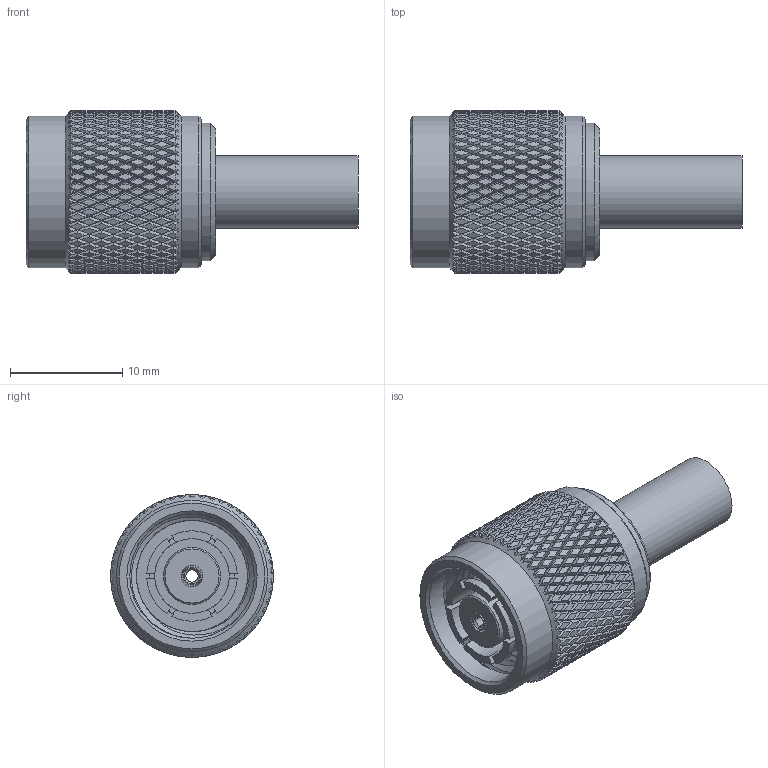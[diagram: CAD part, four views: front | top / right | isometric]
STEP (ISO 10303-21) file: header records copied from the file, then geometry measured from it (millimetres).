
FILE_DESCRIPTION (( 'STEP AP203' ), '1' );
FILE_NAME ('PE4663_3D.step', '2021-05-17T15:57:01', ( '' ), ( '' ), 'SwSTEP 2.0', 'SolidWorks 2020', '' );
FILE_SCHEMA (( 'CONFIG_CONTROL_DESIGN' ));
Products named in the file (1): PE4663_3D
Bounding box: 29.63 x 14.5 x 14.5 mm (x, y, z)
Volume: 2201.4 mm3; surface area: 2970.1 mm2
Topology: 3 solids, 3 shells, 2610 faces, 5532 edges, 2935 vertices
Faces by surface type: bspline 2003, cylinder 533, plane 50, cone 24
Full cylindrical faces by diameter (mm): 1.016 x1, 1.092 x1, 1.702 x1, 1.905 x1, 2.108 x2, 3.2 x1, 4.5 x1, 5.08 x1, 5.7 x1, 6.5 x1, 6.655 x1, 7.569 x1, 11.112 x6, 12.268 x1, 13.513 x2
Entity records: 100251 total; most frequent: CARTESIAN_POINT 67164, ORIENTED_EDGE 10952, EDGE_CURVE 5476, VERTEX_POINT 2911, EDGE_LOOP 2645, FACE_OUTER_BOUND 2621, ADVANCED_FACE 2604, B_SPLINE_CURVE_WITH_KNOTS 2273
